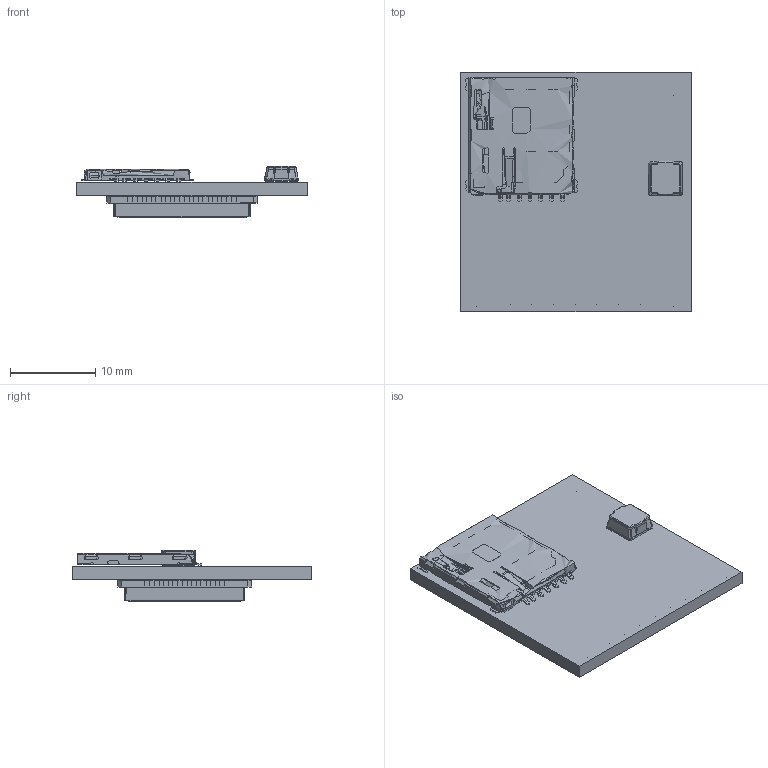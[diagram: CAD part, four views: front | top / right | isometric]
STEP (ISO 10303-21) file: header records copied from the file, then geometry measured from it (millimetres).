
FILE_DESCRIPTION (( 'STEP AP214' ), '1' );
FILE_NAME ('3D_4G-Module-V2_model.STEP', '2024-08-31T02:10:33', ( '' ), ( '' ), 'SwSTEP 2.0', 'SolidWorks 2019', '' );
FILE_SCHEMA (( 'AUTOMOTIVE_DESIGN' ));
Length unit declared in the file: millimetre
Products named in the file (1): 3D_4G-Module-V2_model
Bounding box: 27 x 28 x 6 mm (x, y, z)
Topology: 0 solids, 88 shells, 1606 faces, 5644 edges, 4139 vertices
Faces by surface type: plane 1233, cylinder 282, bspline 67, torus 17, sphere 4, cone 3
Full cylindrical faces by diameter (mm): 0.25 x1, 0.592 x1, 0.75 x2, 1 x7, 2.1 x3
Entity records: 72763 total; most frequent: CARTESIAN_POINT 35728, ORIENTED_EDGE 9763, EDGE_CURVE 5618, B_SPLINE_CURVE_WITH_KNOTS 5562, VERTEX_POINT 4138, DIRECTION 3120, EDGE_LOOP 1776, FACE_OUTER_BOUND 1616
